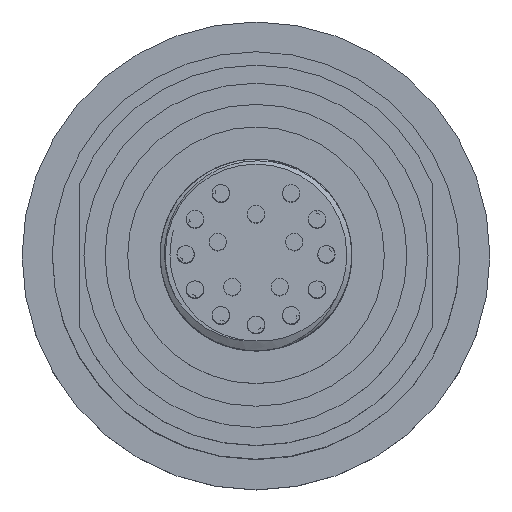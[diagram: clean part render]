
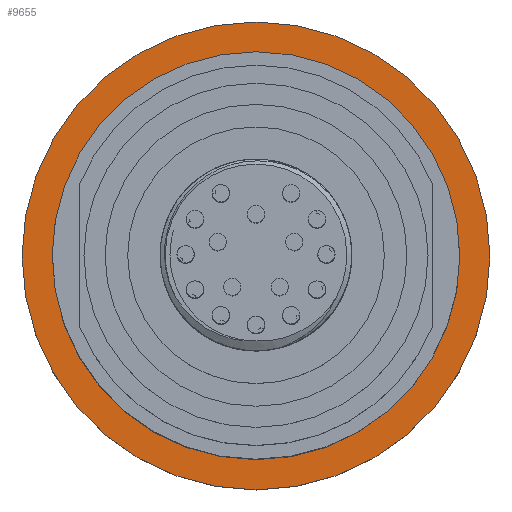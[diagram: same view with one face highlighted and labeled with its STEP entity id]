
A CAD part, top view. The second image highlights one B-rep face of the part: STEP entity #9655.
In plain terms, the highlighted planar face has unit normal (0, 0, 1).
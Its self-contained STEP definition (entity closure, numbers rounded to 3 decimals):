
#118=FACE_BOUND($,#3265,.T.);
#119=FACE_BOUND($,#3266,.T.);
#2033=PLANE($,#10068);
#2117=CIRCLE($,#10062,20.25);
#2120=CIRCLE($,#10067,23.25);
#3265=EDGE_LOOP($,(#8468));
#3266=EDGE_LOOP($,(#8469));
#4554=VERTEX_POINT($,#27547);
#4557=VERTEX_POINT($,#27555);
#5853=EDGE_CURVE($,#4554,#4554,#2117,.T.);
#5856=EDGE_CURVE($,#4557,#4557,#2120,.T.);
#8468=ORIENTED_EDGE($,*,*,#5853,.T.);
#8469=ORIENTED_EDGE($,*,*,#5856,.F.);
#9655=ADVANCED_FACE($,(#118,#119),#2033,.F.);
#10062=AXIS2_PLACEMENT_3D($,#27548,#11671,#11672);
#10067=AXIS2_PLACEMENT_3D($,#27556,#11681,#11682);
#10068=AXIS2_PLACEMENT_3D($,#27557,#11683,#11684);
#11671=DIRECTION('center_axis',(0.,0.,-1.));
#11672=DIRECTION('ref_axis',(-1.,0.,0.));
#11681=DIRECTION('center_axis',(0.,0.,-1.));
#11682=DIRECTION('ref_axis',(-1.,0.,0.));
#11683=DIRECTION('center_axis',(0.,0.,-1.));
#11684=DIRECTION('ref_axis',(-1.,0.,0.));
#27547=CARTESIAN_POINT('',(20.25,0.,19.2));
#27548=CARTESIAN_POINT('Origin',(0.,0.,19.2));
#27555=CARTESIAN_POINT('',(23.25,0.,19.2));
#27556=CARTESIAN_POINT('Origin',(0.,0.,19.2));
#27557=CARTESIAN_POINT('Origin',(0.,0.,19.2));
